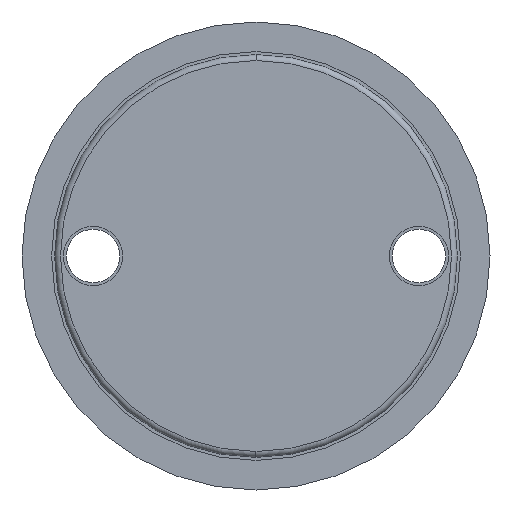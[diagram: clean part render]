
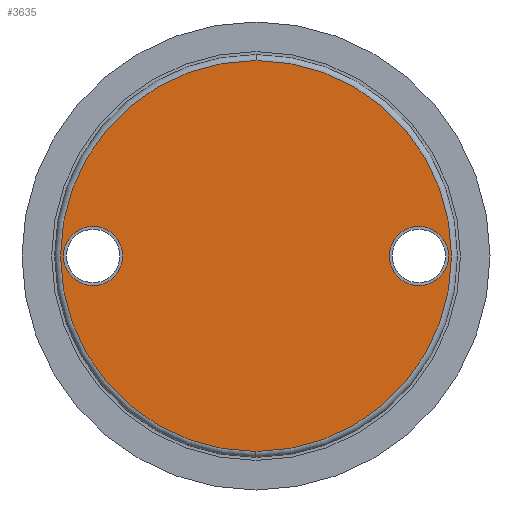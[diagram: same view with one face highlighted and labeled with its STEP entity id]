
A CAD part, front view. The second image highlights one B-rep face of the part: STEP entity #3635.
In plain terms, the highlighted planar face has unit normal (0, -1, 0).
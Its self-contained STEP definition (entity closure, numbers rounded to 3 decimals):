
#22 = CARTESIAN_POINT ( 'NONE',  ( 0., 0., -33. ) ) ;
#93 = EDGE_CURVE ( 'NONE', #2509, #3599, #3160, .T. ) ;
#113 = EDGE_CURVE ( 'NONE', #172, #3895, #1923, .T. ) ;
#135 = CARTESIAN_POINT ( 'NONE',  ( 27.5, 0., 0. ) ) ;
#172 = VERTEX_POINT ( 'NONE', #1222 ) ;
#420 = CIRCLE ( 'NONE', #3426, 5. ) ;
#486 = CARTESIAN_POINT ( 'NONE',  ( 27.5, 0., 5. ) ) ;
#489 = VERTEX_POINT ( 'NONE', #1511 ) ;
#615 = DIRECTION ( 'NONE',  ( 0., -1., 0. ) ) ;
#650 = EDGE_CURVE ( 'NONE', #3895, #172, #3869, .T. ) ;
#779 = ORIENTED_EDGE ( 'NONE', *, *, #2506, .T. ) ;
#871 = FACE_OUTER_BOUND ( 'NONE', #2143, .T. ) ;
#912 = FACE_BOUND ( 'NONE', #942, .T. ) ;
#942 = EDGE_LOOP ( 'NONE', ( #779, #1261 ) ) ;
#983 = CARTESIAN_POINT ( 'NONE',  ( 27.5, 0., 0. ) ) ;
#1032 = AXIS2_PLACEMENT_3D ( 'NONE', #2682, #2372, #3378 ) ;
#1222 = CARTESIAN_POINT ( 'NONE',  ( 27.5, 0., -5. ) ) ;
#1242 = DIRECTION ( 'NONE',  ( 0., 0., 1. ) ) ;
#1261 = ORIENTED_EDGE ( 'NONE', *, *, #2369, .T. ) ;
#1262 = CARTESIAN_POINT ( 'NONE',  ( 0., 0., 0. ) ) ;
#1367 = AXIS2_PLACEMENT_3D ( 'NONE', #135, #3176, #2832 ) ;
#1511 = CARTESIAN_POINT ( 'NONE',  ( -27.5, 0., 5. ) ) ;
#1539 = DIRECTION ( 'NONE',  ( 0., -1., 0. ) ) ;
#1596 = VERTEX_POINT ( 'NONE', #4069 ) ;
#1695 = AXIS2_PLACEMENT_3D ( 'NONE', #3537, #615, #4116 ) ;
#1844 = EDGE_CURVE ( 'NONE', #3599, #2509, #3172, .T. ) ;
#1904 = DIRECTION ( 'NONE',  ( 0., 0., -1. ) ) ;
#1923 = CIRCLE ( 'NONE', #1367, 5. ) ;
#1936 = EDGE_LOOP ( 'NONE', ( #3079, #3192 ) ) ;
#1946 = CARTESIAN_POINT ( 'NONE',  ( -27.5, 0., 0. ) ) ;
#2143 = EDGE_LOOP ( 'NONE', ( #4195, #2256 ) ) ;
#2180 = CIRCLE ( 'NONE', #2194, 5. ) ;
#2194 = AXIS2_PLACEMENT_3D ( 'NONE', #1946, #3909, #3848 ) ;
#2256 = ORIENTED_EDGE ( 'NONE', *, *, #93, .T. ) ;
#2369 = EDGE_CURVE ( 'NONE', #1596, #489, #420, .T. ) ;
#2372 = DIRECTION ( 'NONE',  ( 0., -1., 0. ) ) ;
#2506 = EDGE_CURVE ( 'NONE', #489, #1596, #2180, .T. ) ;
#2509 = VERTEX_POINT ( 'NONE', #22 ) ;
#2682 = CARTESIAN_POINT ( 'NONE',  ( 0., 0., 0. ) ) ;
#2765 = CARTESIAN_POINT ( 'NONE',  ( -27.5, 0., 0. ) ) ;
#2784 = DIRECTION ( 'NONE',  ( 0., 0., -1. ) ) ;
#2832 = DIRECTION ( 'NONE',  ( 0., 0., -1. ) ) ;
#2873 = FACE_BOUND ( 'NONE', #1936, .T. ) ;
#3079 = ORIENTED_EDGE ( 'NONE', *, *, #650, .F. ) ;
#3160 = CIRCLE ( 'NONE', #1032, 33. ) ;
#3172 = CIRCLE ( 'NONE', #3796, 33. ) ;
#3176 = DIRECTION ( 'NONE',  ( 0., -1., 0. ) ) ;
#3178 = PLANE ( 'NONE',  #1695 ) ;
#3192 = ORIENTED_EDGE ( 'NONE', *, *, #113, .F. ) ;
#3378 = DIRECTION ( 'NONE',  ( 0., 0., 1. ) ) ;
#3414 = DIRECTION ( 'NONE',  ( 0., 1., 0. ) ) ;
#3426 = AXIS2_PLACEMENT_3D ( 'NONE', #2765, #3414, #2784 ) ;
#3537 = CARTESIAN_POINT ( 'NONE',  ( -33.366, 0., -33. ) ) ;
#3576 = DIRECTION ( 'NONE',  ( 0., -1., 0. ) ) ;
#3599 = VERTEX_POINT ( 'NONE', #4171 ) ;
#3635 = ADVANCED_FACE ( 'NONE', ( #871, #912, #2873 ), #3178, .T. ) ;
#3796 = AXIS2_PLACEMENT_3D ( 'NONE', #1262, #1539, #1242 ) ;
#3848 = DIRECTION ( 'NONE',  ( 0., 0., -1. ) ) ;
#3869 = CIRCLE ( 'NONE', #4213, 5. ) ;
#3895 = VERTEX_POINT ( 'NONE', #486 ) ;
#3909 = DIRECTION ( 'NONE',  ( 0., 1., 0. ) ) ;
#4069 = CARTESIAN_POINT ( 'NONE',  ( -27.5, 0., -5. ) ) ;
#4116 = DIRECTION ( 'NONE',  ( 1., 0., 0. ) ) ;
#4171 = CARTESIAN_POINT ( 'NONE',  ( 0., 0., 33. ) ) ;
#4195 = ORIENTED_EDGE ( 'NONE', *, *, #1844, .T. ) ;
#4213 = AXIS2_PLACEMENT_3D ( 'NONE', #983, #3576, #1904 ) ;
